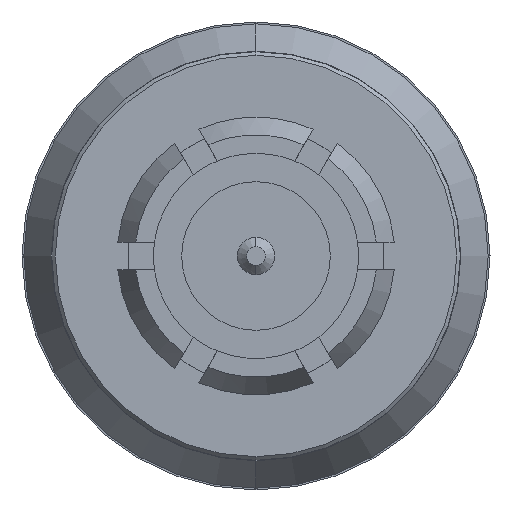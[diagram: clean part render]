
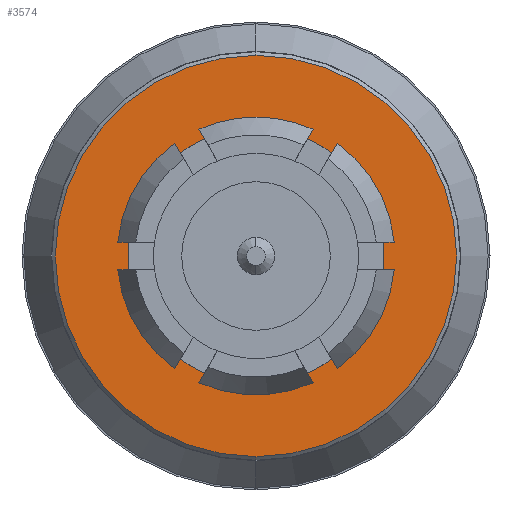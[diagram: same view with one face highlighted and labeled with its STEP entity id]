
A CAD part, left-side view. The second image highlights one B-rep face of the part: STEP entity #3574.
In plain terms, the highlighted planar face has unit normal (-1, 0, 0).
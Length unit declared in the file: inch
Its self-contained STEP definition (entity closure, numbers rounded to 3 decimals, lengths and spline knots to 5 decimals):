
#85 = AXIS2_PLACEMENT_3D ( 'NONE', #2081, #1276, #3297 ) ;
#103 = CIRCLE ( 'NONE', #576, 0.10804 ) ;
#175 = VERTEX_POINT ( 'NONE', #3565 ) ;
#279 = ORIENTED_EDGE ( 'NONE', *, *, #3639, .T. ) ;
#397 = FACE_BOUND ( 'NONE', #3499, .T. ) ;
#576 = AXIS2_PLACEMENT_3D ( 'NONE', #3615, #747, #3041 ) ;
#669 = DIRECTION ( 'NONE',  ( 0., 0., -1. ) ) ;
#747 = DIRECTION ( 'NONE',  ( -1., 0., 0. ) ) ;
#797 = VERTEX_POINT ( 'NONE', #1462 ) ;
#947 = EDGE_CURVE ( 'NONE', #3599, #1373, #1758, .T. ) ;
#959 = DIRECTION ( 'NONE',  ( 1., 0., 0. ) ) ;
#1085 = CARTESIAN_POINT ( 'NONE',  ( 0.16462, 0., -0.10804 ) ) ;
#1135 = ORIENTED_EDGE ( 'NONE', *, *, #1310, .F. ) ;
#1232 = CARTESIAN_POINT ( 'NONE',  ( 0.16462, 0., 0.10804 ) ) ;
#1245 = PLANE ( 'NONE',  #3548 ) ;
#1276 = DIRECTION ( 'NONE',  ( -1., 0., 0. ) ) ;
#1308 = ORIENTED_EDGE ( 'NONE', *, *, #947, .T. ) ;
#1310 = EDGE_CURVE ( 'NONE', #797, #175, #1479, .T. ) ;
#1373 = VERTEX_POINT ( 'NONE', #1232 ) ;
#1462 = CARTESIAN_POINT ( 'NONE',  ( 0.16462, 0., -0.06885 ) ) ;
#1479 = CIRCLE ( 'NONE', #3545, 0.06885 ) ;
#1758 = CIRCLE ( 'NONE', #85, 0.10804 ) ;
#1793 = FACE_OUTER_BOUND ( 'NONE', #2293, .T. ) ;
#1883 = CARTESIAN_POINT ( 'NONE',  ( 0.16462, 0., 0. ) ) ;
#1939 = DIRECTION ( 'NONE',  ( -1., 0., 0. ) ) ;
#2081 = CARTESIAN_POINT ( 'NONE',  ( 0.16462, 0., 0. ) ) ;
#2134 = DIRECTION ( 'NONE',  ( 0., 0., 1. ) ) ;
#2263 = CARTESIAN_POINT ( 'NONE',  ( 0.16462, 0., 0. ) ) ;
#2293 = EDGE_LOOP ( 'NONE', ( #1308, #279 ) ) ;
#2532 = DIRECTION ( 'NONE',  ( 0., 0., 1. ) ) ;
#2665 = CARTESIAN_POINT ( 'NONE',  ( 0.16462, 0.06885, 0. ) ) ;
#2755 = EDGE_CURVE ( 'NONE', #175, #797, #3118, .T. ) ;
#2876 = AXIS2_PLACEMENT_3D ( 'NONE', #1883, #3315, #2134 ) ;
#3041 = DIRECTION ( 'NONE',  ( 0., 0., -1. ) ) ;
#3118 = CIRCLE ( 'NONE', #2876, 0.06885 ) ;
#3297 = DIRECTION ( 'NONE',  ( 0., 0., -1. ) ) ;
#3315 = DIRECTION ( 'NONE',  ( -1., 0., 0. ) ) ;
#3499 = EDGE_LOOP ( 'NONE', ( #3544, #1135 ) ) ;
#3544 = ORIENTED_EDGE ( 'NONE', *, *, #2755, .F. ) ;
#3545 = AXIS2_PLACEMENT_3D ( 'NONE', #2263, #1939, #2532 ) ;
#3548 = AXIS2_PLACEMENT_3D ( 'NONE', #2665, #959, #669 ) ;
#3565 = CARTESIAN_POINT ( 'NONE',  ( 0.16462, 0., 0.06885 ) ) ;
#3574 = ADVANCED_FACE ( 'NONE', ( #1793, #397 ), #1245, .F. ) ;
#3599 = VERTEX_POINT ( 'NONE', #1085 ) ;
#3615 = CARTESIAN_POINT ( 'NONE',  ( 0.16462, 0., 0. ) ) ;
#3639 = EDGE_CURVE ( 'NONE', #1373, #3599, #103, .T. ) ;
